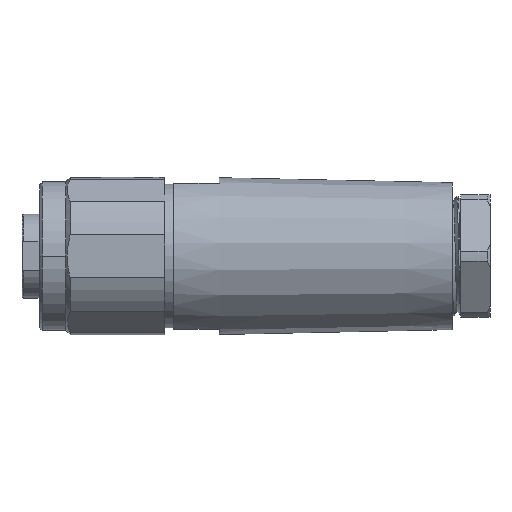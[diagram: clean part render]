
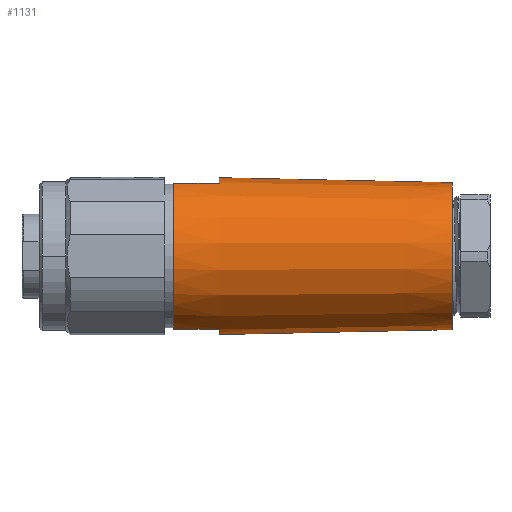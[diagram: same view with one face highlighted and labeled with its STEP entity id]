
A CAD part, front view. The second image highlights one B-rep face of the part: STEP entity #1131.
In plain terms, the highlighted conical face has half-angle 1.201 degrees and reference radius 13.1 mm.
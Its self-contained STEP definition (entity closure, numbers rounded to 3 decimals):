
#129=CONICAL_SURFACE('',#4054,13.1,1.201);
#285=FACE_OUTER_BOUND('',#1481,.T.);
#520=LINE('',#7213,#758);
#521=LINE('',#7214,#759);
#758=VECTOR('',#4988,1.);
#759=VECTOR('',#4989,1.);
#941=B_SPLINE_CURVE_WITH_KNOTS('',3,(#7226,#7227,#7228,#7229,#7230,#7231),
 .UNSPECIFIED.,.F.,.F.,(4,1,1,4),(0.,0.333,0.667,1.),
 .UNSPECIFIED.);
#942=B_SPLINE_CURVE_WITH_KNOTS('',3,(#7245,#7246,#7247,#7248,#7249,#7250),
 .UNSPECIFIED.,.F.,.F.,(4,1,1,4),(0.,0.333,0.667,1.),
 .UNSPECIFIED.);
#1131=ADVANCED_FACE('',(#285),#129,.T.);
#1481=EDGE_LOOP('',(#2423,#2424,#2425,#2426,#2427,#2428,#2429,#2430));
#2423=ORIENTED_EDGE('',*,*,#3408,.T.);
#2424=ORIENTED_EDGE('',*,*,#3404,.F.);
#2425=ORIENTED_EDGE('',*,*,#3402,.T.);
#2426=ORIENTED_EDGE('',*,*,#3398,.T.);
#2427=ORIENTED_EDGE('',*,*,#3396,.F.);
#2428=ORIENTED_EDGE('',*,*,#3389,.T.);
#2429=ORIENTED_EDGE('',*,*,#3395,.T.);
#2430=ORIENTED_EDGE('',*,*,#3401,.T.);
#2884=VERTEX_POINT('',#7190);
#2885=VERTEX_POINT('',#7191);
#2890=VERTEX_POINT('',#7212);
#2891=VERTEX_POINT('',#7215);
#2892=VERTEX_POINT('',#7219);
#2893=VERTEX_POINT('',#7223);
#2894=VERTEX_POINT('',#7232);
#2895=VERTEX_POINT('',#7236);
#3389=EDGE_CURVE('',#2884,#2885,#3665,.T.);
#3395=EDGE_CURVE('',#2885,#2890,#520,.T.);
#3396=EDGE_CURVE('',#2884,#2891,#521,.T.);
#3398=EDGE_CURVE('',#2892,#2891,#3670,.T.);
#3401=EDGE_CURVE('',#2890,#2893,#3671,.T.);
#3402=EDGE_CURVE('',#2894,#2892,#941,.T.);
#3404=EDGE_CURVE('',#2894,#2895,#3672,.T.);
#3408=EDGE_CURVE('',#2893,#2895,#942,.T.);
#3665=CIRCLE('',#4035,12.6);
#3670=CIRCLE('',#4042,13.436);
#3671=CIRCLE('',#4044,13.436);
#3672=CIRCLE('',#4047,13.6);
#4035=AXIS2_PLACEMENT_3D('',#7189,#4978,#4979);
#4042=AXIS2_PLACEMENT_3D('',#7218,#4994,#4995);
#4044=AXIS2_PLACEMENT_3D('',#7224,#5000,#5001);
#4047=AXIS2_PLACEMENT_3D('',#7235,#5007,#5008);
#4054=AXIS2_PLACEMENT_3D('',#7252,#5022,#5023);
#4978=DIRECTION('',(-1.,0.,0.));
#4979=DIRECTION('',(0.,0.,-1.));
#4988=DIRECTION('',(-1.,0.,0.021));
#4989=DIRECTION('',(-1.,0.,-0.021));
#4994=DIRECTION('',(1.,0.,0.));
#4995=DIRECTION('',(0.,-0.367,-0.93));
#5000=DIRECTION('',(1.,0.,0.));
#5001=DIRECTION('',(0.,0.,1.));
#5007=DIRECTION('',(-1.,0.,0.));
#5008=DIRECTION('',(0.,-0.394,-0.919));
#5022=DIRECTION('',(-1.,0.,0.));
#5023=DIRECTION('',(0.,0.,1.));
#7189=CARTESIAN_POINT('',(0.,0.,0.));
#7190=CARTESIAN_POINT('',(0.,0.,-12.6));
#7191=CARTESIAN_POINT('',(0.,0.,12.6));
#7212=CARTESIAN_POINT('',(-39.9,0.,13.436));
#7213=CARTESIAN_POINT('',(0.,0.,12.6));
#7214=CARTESIAN_POINT('',(0.,0.,-12.6));
#7215=CARTESIAN_POINT('',(-39.9,0.,-13.436));
#7218=CARTESIAN_POINT('',(-39.9,0.,0.));
#7219=CARTESIAN_POINT('',(-39.9,-4.928,-12.5));
#7223=CARTESIAN_POINT('',(-39.9,-4.928,12.5));
#7224=CARTESIAN_POINT('',(-39.9,0.,0.));
#7226=CARTESIAN_POINT('',(-47.7,-5.358,-12.5));
#7227=CARTESIAN_POINT('',(-46.819,-5.311,-12.5));
#7228=CARTESIAN_POINT('',(-45.066,-5.217,-12.5));
#7229=CARTESIAN_POINT('',(-42.466,-5.074,-12.5));
#7230=CARTESIAN_POINT('',(-40.752,-4.977,-12.5));
#7231=CARTESIAN_POINT('',(-39.9,-4.928,-12.5));
#7232=CARTESIAN_POINT('',(-47.7,-5.358,-12.5));
#7235=CARTESIAN_POINT('',(-47.7,0.,0.));
#7236=CARTESIAN_POINT('',(-47.7,-5.358,12.5));
#7245=CARTESIAN_POINT('',(-39.9,-4.928,12.5));
#7246=CARTESIAN_POINT('',(-40.752,-4.977,12.5));
#7247=CARTESIAN_POINT('',(-42.466,-5.074,12.5));
#7248=CARTESIAN_POINT('',(-45.066,-5.217,12.5));
#7249=CARTESIAN_POINT('',(-46.819,-5.311,12.5));
#7250=CARTESIAN_POINT('',(-47.7,-5.358,12.5));
#7252=CARTESIAN_POINT('',(-23.85,0.,0.));
